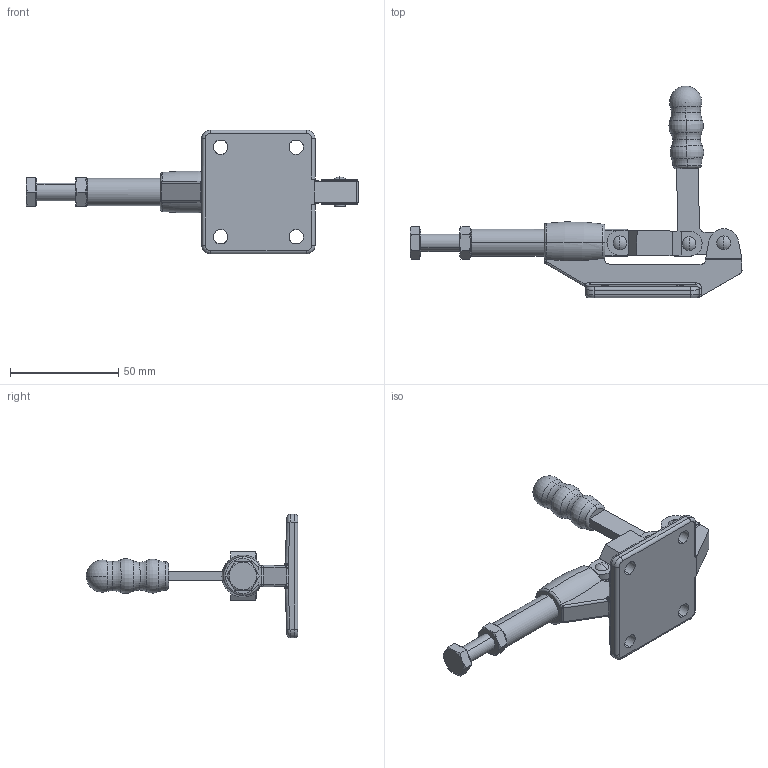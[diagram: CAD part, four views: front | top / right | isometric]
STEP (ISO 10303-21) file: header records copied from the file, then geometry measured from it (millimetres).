
FILE_DESCRIPTION (( 'STEP AP214' ), '1' );
FILE_NAME ('GH-305-CM(Â²¤Æ)-1.STEP', '2020-05-27T08:11:23', ( 'LinWei' ), ( '' ), 'SwSTEP 2.0', 'SolidWorks 2016', '' );
FILE_SCHEMA (( 'AUTOMOTIVE_DESIGN' ));
Length unit declared in the file: millimetre
Products named in the file (6): GH-305-CM(簡化)-1; 4304CM33-1^GH-305-CM(簡化)-1; Group5^GH-305-CM(簡化)-1; Group4^GH-305-CM(簡化)-1; Group2^GH-305-CM(簡化)-1; Group1^GH-305-CM(簡化)-1
Assembly tree (5 placements, depth 2):
  GH-305-CM(簡化)-1
    Group1^GH-305-CM(簡化)-1
    Group2^GH-305-CM(簡化)-1
    Group4^GH-305-CM(簡化)-1
    Group5^GH-305-CM(簡化)-1
    4304CM33-1^GH-305-CM(簡化)-1
Bounding box: 153.56 x 97.89 x 57.2 mm (x, y, z)
Volume: 51704.1 mm3; surface area: 25301.1 mm2
Topology: 5 solids, 5 shells, 262 faces, 650 edges, 408 vertices
Faces by surface type: cylinder 90, plane 89, torus 35, cone 22, bspline 16, sphere 10
Entity records: 9315 total; most frequent: CARTESIAN_POINT 2295, DIRECTION 1305, ORIENTED_EDGE 1286, EDGE_CURVE 643, AXIS2_PLACEMENT_3D 520, VERTEX_POINT 405, EDGE_LOOP 296, CIRCLE 266
